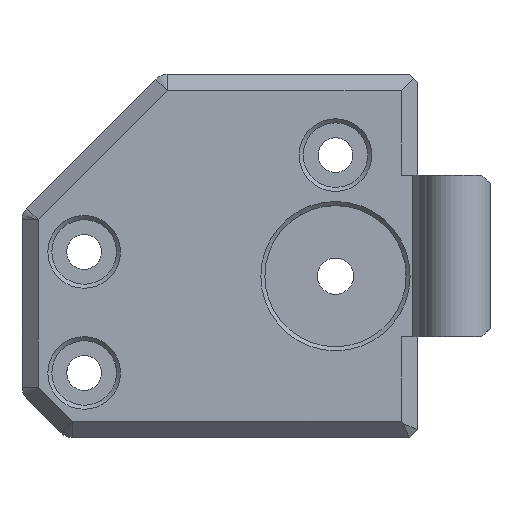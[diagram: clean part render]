
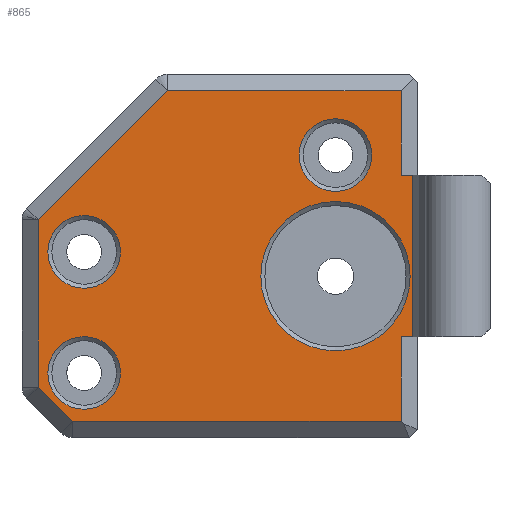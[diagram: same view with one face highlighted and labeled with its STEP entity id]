
A CAD part, top view. The second image highlights one B-rep face of the part: STEP entity #865.
In plain terms, the highlighted planar face has unit normal (0, 0, 1).
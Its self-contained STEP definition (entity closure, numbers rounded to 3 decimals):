
#28=FACE_BOUND('',#139,.T.);
#29=FACE_BOUND('',#140,.T.);
#30=FACE_BOUND('',#141,.T.);
#31=FACE_BOUND('',#142,.T.);
#43=PLANE('',#950);
#80=FACE_OUTER_BOUND('',#138,.T.);
#138=EDGE_LOOP('',(#660,#661,#662,#663,#664,#665,#666,#667,#668,#669));
#139=EDGE_LOOP('',(#670));
#140=EDGE_LOOP('',(#671));
#141=EDGE_LOOP('',(#672));
#142=EDGE_LOOP('',(#673));
#192=LINE('',#1297,#277);
#206=LINE('',#1337,#291);
#219=LINE('',#1380,#304);
#220=LINE('',#1382,#305);
#221=LINE('',#1384,#306);
#222=LINE('',#1386,#307);
#223=LINE('',#1388,#308);
#224=LINE('',#1390,#309);
#225=LINE('',#1392,#310);
#226=LINE('',#1393,#311);
#277=VECTOR('',#1029,10.);
#291=VECTOR('',#1065,10.);
#304=VECTOR('',#1102,10.);
#305=VECTOR('',#1103,10.);
#306=VECTOR('',#1104,10.);
#307=VECTOR('',#1105,10.);
#308=VECTOR('',#1106,10.);
#309=VECTOR('',#1107,10.);
#310=VECTOR('',#1108,10.);
#311=VECTOR('',#1109,10.);
#374=CIRCLE('',#951,4.5);
#375=CIRCLE('',#952,4.5);
#376=CIRCLE('',#953,4.5);
#377=CIRCLE('',#954,9.25);
#396=VERTEX_POINT('',#1290);
#399=VERTEX_POINT('',#1295);
#414=VERTEX_POINT('',#1335);
#432=VERTEX_POINT('',#1379);
#433=VERTEX_POINT('',#1381);
#434=VERTEX_POINT('',#1383);
#435=VERTEX_POINT('',#1385);
#436=VERTEX_POINT('',#1387);
#437=VERTEX_POINT('',#1389);
#438=VERTEX_POINT('',#1391);
#439=VERTEX_POINT('',#1394);
#440=VERTEX_POINT('',#1396);
#441=VERTEX_POINT('',#1398);
#442=VERTEX_POINT('',#1400);
#476=EDGE_CURVE('',#396,#399,#192,.T.);
#496=EDGE_CURVE('',#399,#414,#206,.T.);
#517=EDGE_CURVE('',#414,#432,#219,.T.);
#518=EDGE_CURVE('',#432,#433,#220,.T.);
#519=EDGE_CURVE('',#433,#434,#221,.T.);
#520=EDGE_CURVE('',#434,#435,#222,.T.);
#521=EDGE_CURVE('',#435,#436,#223,.T.);
#522=EDGE_CURVE('',#436,#437,#224,.T.);
#523=EDGE_CURVE('',#437,#438,#225,.T.);
#524=EDGE_CURVE('',#438,#396,#226,.T.);
#525=EDGE_CURVE('',#439,#439,#374,.T.);
#526=EDGE_CURVE('',#440,#440,#375,.T.);
#527=EDGE_CURVE('',#441,#441,#376,.T.);
#528=EDGE_CURVE('',#442,#442,#377,.T.);
#660=ORIENTED_EDGE('',*,*,#476,.T.);
#661=ORIENTED_EDGE('',*,*,#496,.T.);
#662=ORIENTED_EDGE('',*,*,#517,.T.);
#663=ORIENTED_EDGE('',*,*,#518,.T.);
#664=ORIENTED_EDGE('',*,*,#519,.T.);
#665=ORIENTED_EDGE('',*,*,#520,.T.);
#666=ORIENTED_EDGE('',*,*,#521,.T.);
#667=ORIENTED_EDGE('',*,*,#522,.T.);
#668=ORIENTED_EDGE('',*,*,#523,.T.);
#669=ORIENTED_EDGE('',*,*,#524,.T.);
#670=ORIENTED_EDGE('',*,*,#525,.T.);
#671=ORIENTED_EDGE('',*,*,#526,.T.);
#672=ORIENTED_EDGE('',*,*,#527,.T.);
#673=ORIENTED_EDGE('',*,*,#528,.T.);
#865=ADVANCED_FACE('',(#80,#28,#29,#30,#31),#43,.T.);
#950=AXIS2_PLACEMENT_3D('',#1378,#1100,#1101);
#951=AXIS2_PLACEMENT_3D('',#1395,#1110,#1111);
#952=AXIS2_PLACEMENT_3D('',#1397,#1112,#1113);
#953=AXIS2_PLACEMENT_3D('',#1399,#1114,#1115);
#954=AXIS2_PLACEMENT_3D('',#1401,#1116,#1117);
#1029=DIRECTION('',(0.,1.,0.));
#1065=DIRECTION('',(-1.,0.,0.));
#1100=DIRECTION('center_axis',(0.,0.,
1.));
#1101=DIRECTION('ref_axis',(0.,1.,0.));
#1102=DIRECTION('',(0.,1.,0.));
#1103=DIRECTION('',(-1.,0.,0.));
#1104=DIRECTION('',(-0.707,-0.707,0.));
#1105=DIRECTION('',(0.,-1.,0.));
#1106=DIRECTION('',(0.707,-0.707,0.));
#1107=DIRECTION('',(1.,0.,0.));
#1108=DIRECTION('',(0.,1.,0.));
#1109=DIRECTION('',(1.,0.,0.));
#1110=DIRECTION('center_axis',(0.,0.,
-1.));
#1111=DIRECTION('ref_axis',(-1.,0.,0.));
#1112=DIRECTION('center_axis',(0.,0.,
-1.));
#1113=DIRECTION('ref_axis',(1.,0.,0.));
#1114=DIRECTION('center_axis',(0.,0.,
-1.));
#1115=DIRECTION('ref_axis',(1.,0.,0.));
#1116=DIRECTION('center_axis',(0.,0.,
-1.));
#1117=DIRECTION('ref_axis',(-1.,0.,0.));
#1290=CARTESIAN_POINT('',(-214.243,275.5,-46.));
#1295=CARTESIAN_POINT('',(-214.243,295.5,-46.));
#1297=CARTESIAN_POINT('',(-214.243,275.5,-46.));
#1335=CARTESIAN_POINT('',(-215.7,295.5,-46.));
#1337=CARTESIAN_POINT('',(-218.65,295.5,-46.));
#1378=CARTESIAN_POINT('Origin',(-223.6,317.001,-46.));
#1379=CARTESIAN_POINT('',(-215.7,306.,-46.));
#1380=CARTESIAN_POINT('',(-215.7,315.,-46.));
#1381=CARTESIAN_POINT('',(-244.7,306.,-46.));
#1382=CARTESIAN_POINT('',(-228.725,306.,-46.));
#1383=CARTESIAN_POINT('',(-260.7,290.,-46.));
#1384=CARTESIAN_POINT('',(-240.675,310.025,-46.));
#1385=CARTESIAN_POINT('',(-260.7,269.243,-46.));
#1386=CARTESIAN_POINT('',(-260.7,283.062,-46.));
#1387=CARTESIAN_POINT('',(-256.457,265.,-46.));
#1388=CARTESIAN_POINT('',(-262.304,270.847,-46.));
#1389=CARTESIAN_POINT('',(-215.7,265.,-46.));
#1390=CARTESIAN_POINT('',(-228.725,265.,-46.));
#1391=CARTESIAN_POINT('',(-215.7,275.5,-46.));
#1392=CARTESIAN_POINT('',(-215.7,315.,-46.));
#1393=CARTESIAN_POINT('',(-218.65,275.5,-46.));
#1394=CARTESIAN_POINT('',(-250.5,271.,-46.));
#1395=CARTESIAN_POINT('Origin',(-255.,271.,-46.));
#1396=CARTESIAN_POINT('',(-228.35,298.,-46.));
#1397=CARTESIAN_POINT('Origin',(-223.85,298.,-46.));
#1398=CARTESIAN_POINT('',(-259.5,286.,-46.));
#1399=CARTESIAN_POINT('Origin',(-255.,286.,-46.));
#1400=CARTESIAN_POINT('',(-214.6,283.,-46.));
#1401=CARTESIAN_POINT('Origin',(-223.85,283.,-46.));
